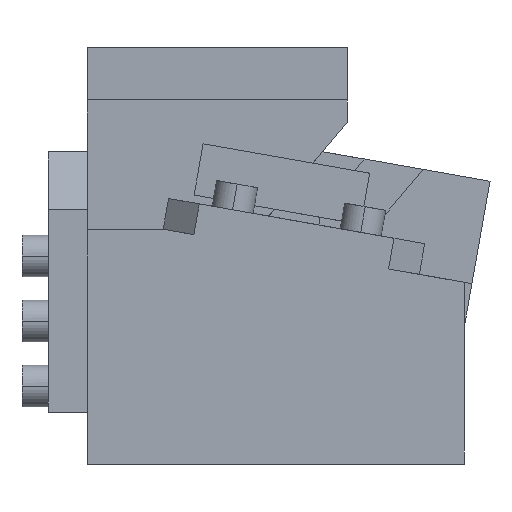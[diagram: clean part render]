
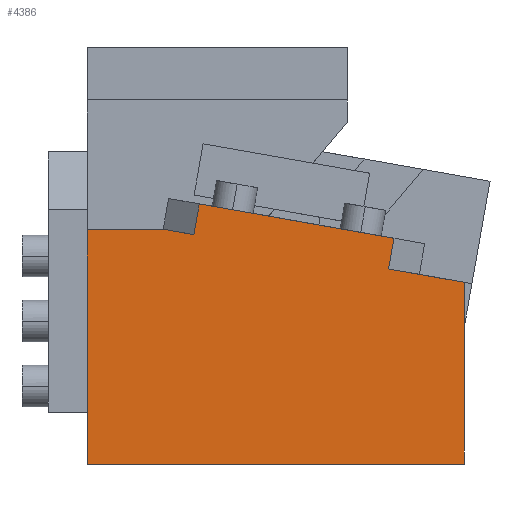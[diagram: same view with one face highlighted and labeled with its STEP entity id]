
A CAD part, front view. The second image highlights one B-rep face of the part: STEP entity #4386.
In plain terms, the highlighted planar face has unit normal (0, -1, 0).
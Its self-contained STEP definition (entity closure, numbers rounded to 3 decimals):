
#412=CARTESIAN_POINT('Vertex',(43.187,0.,100.033)) ;
#415=CARTESIAN_POINT('Line Origine',(80.609,0.,93.434)) ;
#419=CARTESIAN_POINT('Vertex',(118.032,0.,86.836)) ;
#719=CARTESIAN_POINT('Vertex',(41.103,0.,88.215)) ;
#722=CARTESIAN_POINT('Line Origine',(42.145,0.,94.124)) ;
#756=CARTESIAN_POINT('Vertex',(30.981,0.,90.)) ;
#759=CARTESIAN_POINT('Line Origine',(36.042,0.,89.108)) ;
#2949=CARTESIAN_POINT('Vertex',(0.,0.,0.)) ;
#2952=CARTESIAN_POINT('Line Origine',(0.,0.,45.)) ;
#2956=CARTESIAN_POINT('Vertex',(0.,0.,90.)) ;
#3958=CARTESIAN_POINT('Line Origine',(15.491,0.,90.)) ;
#4326=CARTESIAN_POINT('Vertex',(115.948,0.,75.018)) ;
#4329=CARTESIAN_POINT('Line Origine',(130.474,0.,72.457)) ;
#4333=CARTESIAN_POINT('Vertex',(145.,0.,69.895)) ;
#4353=CARTESIAN_POINT('Axis2P3D Location',(0.,0.,0.)) ;
#4358=CARTESIAN_POINT('Line Origine',(145.,0.,34.948)) ;
#4362=CARTESIAN_POINT('Vertex',(145.,0.,0.)) ;
#4365=CARTESIAN_POINT('Line Origine',(116.99,0.,80.927)) ;
#4370=CARTESIAN_POINT('Line Origine',(72.5,0.,0.)) ;
#416=DIRECTION('Vector Direction',(0.985,0.,-0.174)) ;
#723=DIRECTION('Vector Direction',(0.174,0.,0.985)) ;
#760=DIRECTION('Vector Direction',(-0.985,0.,0.174)) ;
#2953=DIRECTION('Vector Direction',(0.,0.,-1.)) ;
#3959=DIRECTION('Vector Direction',(1.,0.,0.)) ;
#4330=DIRECTION('Vector Direction',(-0.985,0.,0.174)) ;
#4354=DIRECTION('Axis2P3D Direction',(0.,-1.,0.)) ;
#4355=DIRECTION('Axis2P3D XDirection',(1.,0.,0.)) ;
#4359=DIRECTION('Vector Direction',(0.,0.,-1.)) ;
#4366=DIRECTION('Vector Direction',(-0.174,0.,-0.985)) ;
#4371=DIRECTION('Vector Direction',(-1.,0.,0.)) ;
#4356=AXIS2_PLACEMENT_3D('Plane Axis2P3D',#4353,#4354,#4355) ;
#4376=ORIENTED_EDGE('',*,*,#4364,.F.) ;
#4377=ORIENTED_EDGE('',*,*,#4335,.T.) ;
#4378=ORIENTED_EDGE('',*,*,#4369,.F.) ;
#4379=ORIENTED_EDGE('',*,*,#421,.F.) ;
#4380=ORIENTED_EDGE('',*,*,#726,.F.) ;
#4381=ORIENTED_EDGE('',*,*,#763,.T.) ;
#4382=ORIENTED_EDGE('',*,*,#3962,.F.) ;
#4383=ORIENTED_EDGE('',*,*,#2958,.T.) ;
#4384=ORIENTED_EDGE('',*,*,#4374,.F.) ;
#417=VECTOR('Line Direction',#416,1.) ;
#724=VECTOR('Line Direction',#723,1.) ;
#761=VECTOR('Line Direction',#760,1.) ;
#2954=VECTOR('Line Direction',#2953,1.) ;
#3960=VECTOR('Line Direction',#3959,1.) ;
#4331=VECTOR('Line Direction',#4330,1.) ;
#4360=VECTOR('Line Direction',#4359,1.) ;
#4367=VECTOR('Line Direction',#4366,1.) ;
#4372=VECTOR('Line Direction',#4371,1.) ;
#4386=ADVANCED_FACE('CAM HOLDER',(#4385),#4357,.T.) ;
#421=EDGE_CURVE('',#413,#420,#418,.T.) ;
#726=EDGE_CURVE('',#720,#413,#725,.T.) ;
#763=EDGE_CURVE('',#720,#757,#762,.T.) ;
#2958=EDGE_CURVE('',#2957,#2950,#2955,.T.) ;
#3962=EDGE_CURVE('',#2957,#757,#3961,.T.) ;
#4335=EDGE_CURVE('',#4334,#4327,#4332,.T.) ;
#4364=EDGE_CURVE('',#4334,#4363,#4361,.T.) ;
#4369=EDGE_CURVE('',#420,#4327,#4368,.T.) ;
#4374=EDGE_CURVE('',#4363,#2950,#4373,.T.) ;
#4375=EDGE_LOOP('',(#4376,#4377,#4378,#4379,#4380,#4381,#4382,#4383,#4384)) ;
#4385=FACE_OUTER_BOUND('',#4375,.T.) ;
#418=LINE('Line',#415,#417) ;
#725=LINE('Line',#722,#724) ;
#762=LINE('Line',#759,#761) ;
#2955=LINE('Line',#2952,#2954) ;
#3961=LINE('Line',#3958,#3960) ;
#4332=LINE('Line',#4329,#4331) ;
#4361=LINE('Line',#4358,#4360) ;
#4368=LINE('Line',#4365,#4367) ;
#4373=LINE('Line',#4370,#4372) ;
#4357=PLANE('Plane',#4356) ;
#413=VERTEX_POINT('',#412) ;
#420=VERTEX_POINT('',#419) ;
#720=VERTEX_POINT('',#719) ;
#757=VERTEX_POINT('',#756) ;
#2950=VERTEX_POINT('',#2949) ;
#2957=VERTEX_POINT('',#2956) ;
#4327=VERTEX_POINT('',#4326) ;
#4334=VERTEX_POINT('',#4333) ;
#4363=VERTEX_POINT('',#4362) ;
